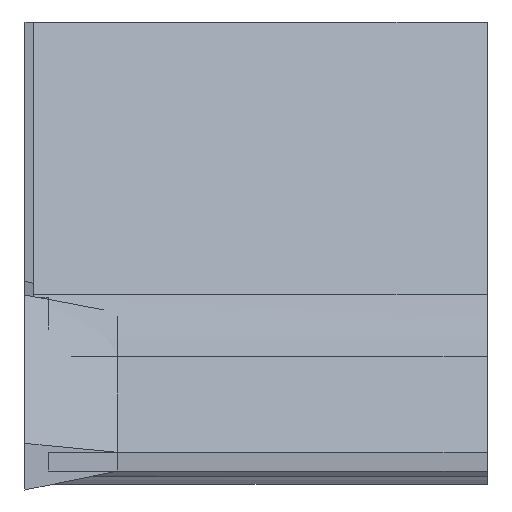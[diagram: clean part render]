
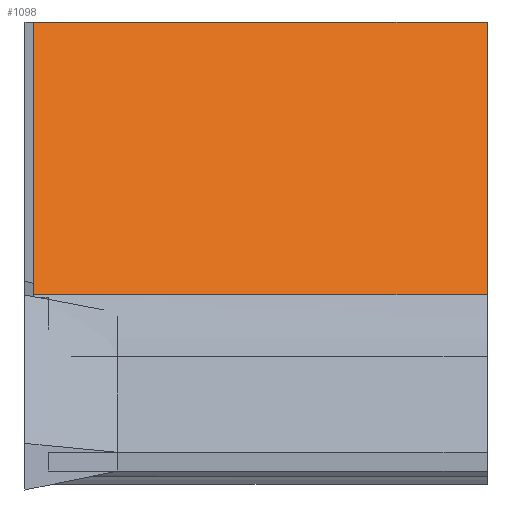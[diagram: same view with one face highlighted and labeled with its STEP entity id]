
A CAD part, left-side view. The second image highlights one B-rep face of the part: STEP entity #1098.
In plain terms, the highlighted planar face has unit normal (-0.616, 0, 0.788).
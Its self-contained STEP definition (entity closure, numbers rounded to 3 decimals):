
#105 = CARTESIAN_POINT ( 'NONE',  ( 6.557, 159.377, -25.258 ) ) ;
#682 = CARTESIAN_POINT ( 'NONE',  ( 6.557, -0.3, -25.258 ) ) ;
#715 = DIRECTION ( 'NONE',  ( 0.788, 0., 0.616 ) ) ;
#754 = CARTESIAN_POINT ( 'NONE',  ( 18.56, -0.3, -15.88 ) ) ;
#772 = CARTESIAN_POINT ( 'NONE',  ( 18.56, -15.88, -15.88 ) ) ;
#1081 = FACE_OUTER_BOUND ( 'NONE', #1945, .T. ) ;
#1086 = AXIS2_PLACEMENT_3D ( 'NONE', #1736, #2253, #715 ) ;
#1088 = DIRECTION ( 'NONE',  ( -0.788, 0., -0.616 ) ) ;
#1098 = ADVANCED_FACE ( 'NONE', ( #1081 ), #1869, .F. ) ;
#1307 = DIRECTION ( 'NONE',  ( 0., -1., 0. ) ) ;
#1314 = CARTESIAN_POINT ( 'NONE',  ( 6.557, -15.88, -25.258 ) ) ;
#1316 = CARTESIAN_POINT ( 'NONE',  ( -0.669, -15.88, -30.903 ) ) ;
#1342 = DIRECTION ( 'NONE',  ( -0.788, 0., -0.616 ) ) ;
#1379 = CARTESIAN_POINT ( 'NONE',  ( 56.958, -0.3, 14.12 ) ) ;
#1404 = DIRECTION ( 'NONE',  ( 0., -1., 0. ) ) ;
#1405 = CARTESIAN_POINT ( 'NONE',  ( 18.56, -15.88, -15.88 ) ) ;
#1660 = VECTOR ( 'NONE', #1088, 1000. ) ;
#1665 = LINE ( 'NONE', #1405, #1703 ) ;
#1672 = VECTOR ( 'NONE', #1342, 1000. ) ;
#1679 = VECTOR ( 'NONE', #1404, 1000. ) ;
#1683 = LINE ( 'NONE', #105, #1679 ) ;
#1701 = LINE ( 'NONE', #1316, #1660 ) ;
#1703 = VECTOR ( 'NONE', #1307, 1000. ) ;
#1736 = CARTESIAN_POINT ( 'NONE',  ( 56.958, 159.377, 14.12 ) ) ;
#1747 = LINE ( 'NONE', #1379, #1672 ) ;
#1869 = PLANE ( 'NONE',  #1086 ) ;
#1870 = ORIENTED_EDGE ( 'NONE', *, *, #1938, .T. ) ;
#1905 = ORIENTED_EDGE ( 'NONE', *, *, #1954, .F. ) ;
#1931 = EDGE_CURVE ( 'NONE', #2112, #1942, #1683, .T. ) ;
#1938 = EDGE_CURVE ( 'NONE', #2590, #2112, #1747, .T. ) ;
#1942 = VERTEX_POINT ( 'NONE', #1314 ) ;
#1945 = EDGE_LOOP ( 'NONE', ( #1870, #2230, #2138, #1905 ) ) ;
#1946 = EDGE_CURVE ( 'NONE', #2593, #1942, #1701, .T. ) ;
#1954 = EDGE_CURVE ( 'NONE', #2590, #2593, #1665, .T. ) ;
#2112 = VERTEX_POINT ( 'NONE', #682 ) ;
#2138 = ORIENTED_EDGE ( 'NONE', *, *, #1946, .F. ) ;
#2230 = ORIENTED_EDGE ( 'NONE', *, *, #1931, .T. ) ;
#2253 = DIRECTION ( 'NONE',  ( 0.616, 0., -0.788 ) ) ;
#2590 = VERTEX_POINT ( 'NONE', #754 ) ;
#2593 = VERTEX_POINT ( 'NONE', #772 ) ;
